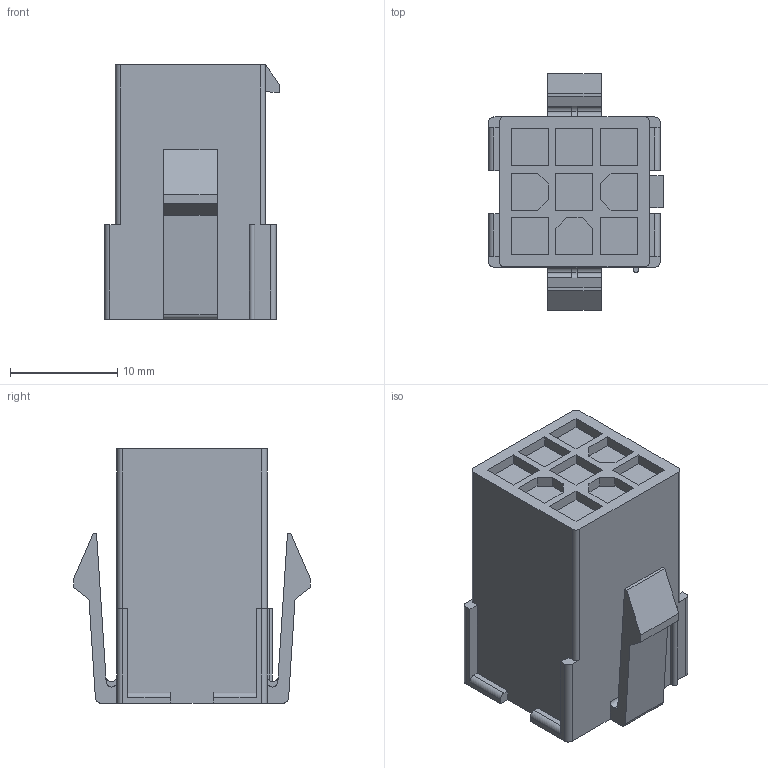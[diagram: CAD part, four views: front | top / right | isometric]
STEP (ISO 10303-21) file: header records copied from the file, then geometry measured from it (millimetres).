
FILE_DESCRIPTION (( 'STEP AP214' ), '1' );
FILE_NAME ('SV2C-E1-CON.STEP', '2020-10-21T13:13:11', ( '' ), ( '' ), 'SwSTEP 2.0', 'SolidWorks 2017', '' );
FILE_SCHEMA (( 'AUTOMOTIVE_DESIGN' ));
Length unit declared in the file: inch
Products named in the file (1): SV2C-E1-CON
Bounding box: 16.3 x 22.06 x 23.7 mm (x, y, z)
Volume: 4693.5 mm3; surface area: 2479.4 mm2
Topology: 1 solids, 1 shells, 349 faces, 970 edges, 646 vertices
Faces by surface type: plane 322, cylinder 27
Entity records: 11022 total; most frequent: CARTESIAN_POINT 1966, ORIENTED_EDGE 1940, DIRECTION 1724, EDGE_CURVE 970, LINE 916, VECTOR 916, VERTEX_POINT 646, AXIS2_PLACEMENT_3D 404
